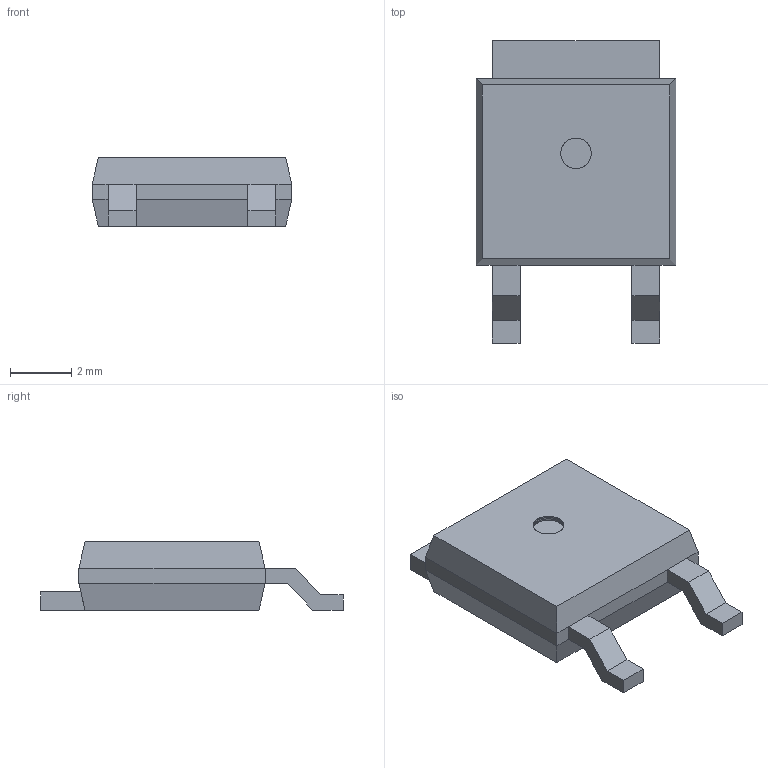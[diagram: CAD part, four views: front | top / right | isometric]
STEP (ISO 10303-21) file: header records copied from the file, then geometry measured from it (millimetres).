
FILE_DESCRIPTION(('FreeCAD Model'),'2;1');
FILE_NAME('TO252.step', '2020-09-18T19:35:34',('Author'),(''), 'Open CASCADE STEP processor 7.4','FreeCAD','Unknown');
FILE_SCHEMA(('AUTOMOTIVE_DESIGN { 1 0 10303 214 1 1 1 1 }'));
Length unit declared in the file: millimetre
Products named in the file (1): union
Bounding box: 6.54 x 9.91 x 2.26 mm (x, y, z)
Volume: 92.9 mm3; surface area: 160.7 mm2
Topology: 1 solids, 1 shells, 141 faces, 398 edges, 260 vertices
Faces by surface type: plane 141
Entity records: 5444 total; most frequent: CARTESIAN_POINT 800, ORIENTED_EDGE 796, DIRECTION 682, EDGE_CURVE 398, LINE 398, VECTOR 398, VERTEX_POINT 260, AXIS2_PLACEMENT_3D 142
